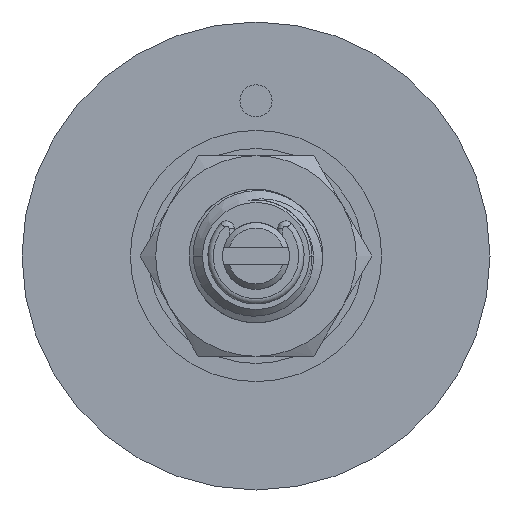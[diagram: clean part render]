
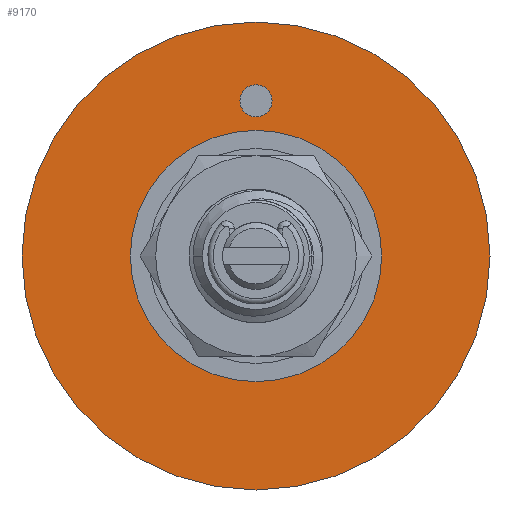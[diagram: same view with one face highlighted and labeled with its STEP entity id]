
A CAD part, front view. The second image highlights one B-rep face of the part: STEP entity #9170.
In plain terms, the highlighted planar face has unit normal (0, -1, 0).
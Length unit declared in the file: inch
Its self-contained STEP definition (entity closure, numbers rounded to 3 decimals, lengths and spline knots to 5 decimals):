
#5369=CARTESIAN_POINT('',(0.,0.,0.));
#5370=DIRECTION('',(0.,1.,0.));
#5371=DIRECTION('',(-1.,0.,0.));
#5372=AXIS2_PLACEMENT_3D('',#5369,#5370,#5371);
#5382=CARTESIAN_POINT('',(0.,0.,0.));
#5383=DIRECTION('',(0.,-1.,0.));
#5384=DIRECTION('',(-1.,0.,0.));
#5385=AXIS2_PLACEMENT_3D('',#5382,#5383,#5384);
#5387=CARTESIAN_POINT('',(0.,0.,0.29));
#5388=DIRECTION('',(0.,-1.,0.));
#5389=DIRECTION('',(-1.,0.,0.));
#5390=AXIS2_PLACEMENT_3D('',#5387,#5388,#5389);
#5392=CARTESIAN_POINT('',(0.,0.,0.29));
#5393=DIRECTION('',(0.,-1.,0.));
#5394=DIRECTION('',(1.,0.,0.));
#5395=AXIS2_PLACEMENT_3D('',#5392,#5393,#5394);
#5406=CARTESIAN_POINT('',(0.,0.,0.));
#5407=DIRECTION('',(0.,-1.,0.));
#5408=DIRECTION('',(1.,0.,0.));
#5409=AXIS2_PLACEMENT_3D('',#5406,#5407,#5408);
#5440=CARTESIAN_POINT('',(0.,0.,0.));
#5441=DIRECTION('',(0.,1.,0.));
#5442=DIRECTION('',(1.,0.,0.));
#5443=AXIS2_PLACEMENT_3D('',#5440,#5441,#5442);
#6006=CARTESIAN_POINT('',(0.4375,0.,0.));
#6007=CARTESIAN_POINT('',(-0.4375,0.,0.));
#6008=VERTEX_POINT('',#6006);
#6009=VERTEX_POINT('',#6007);
#6014=CARTESIAN_POINT('',(-0.03,0.,0.29));
#6015=CARTESIAN_POINT('',(0.03,0.,0.29));
#6016=VERTEX_POINT('',#6014);
#6017=VERTEX_POINT('',#6015);
#6030=CARTESIAN_POINT('',(-0.235,0.,0.));
#6032=VERTEX_POINT('',#6030);
#6038=CARTESIAN_POINT('',(0.235,0.,0.));
#6040=VERTEX_POINT('',#6038);
#9149=CARTESIAN_POINT('',(0.,0.,0.));
#9150=DIRECTION('',(0.,1.,0.));
#9151=DIRECTION('',(1.,0.,0.));
#9152=AXIS2_PLACEMENT_3D('',#9149,#9150,#9151);
#9153=PLANE('',#9152);
#9155=ORIENTED_EDGE('',*,*,#9154,.F.);
#9157=ORIENTED_EDGE('',*,*,#9156,.T.);
#9158=EDGE_LOOP('',(#9155,#9157));
#9159=FACE_OUTER_BOUND('',#9158,.F.);
#9160=ORIENTED_EDGE('',*,*,#9144,.T.);
#9161=ORIENTED_EDGE('',*,*,#9128,.F.);
#9162=EDGE_LOOP('',(#9160,#9161));
#9163=FACE_BOUND('',#9162,.F.);
#9165=ORIENTED_EDGE('',*,*,#9164,.T.);
#9167=ORIENTED_EDGE('',*,*,#9166,.T.);
#9168=EDGE_LOOP('',(#9165,#9167));
#9169=FACE_BOUND('',#9168,.F.);
#9170=ADVANCED_FACE('',(#9159,#9163,#9169),#9153,.F.);
#5373=CIRCLE('',#5372,0.235);
#5386=CIRCLE('',#5385,0.235);
#5391=CIRCLE('',#5390,0.03);
#5396=CIRCLE('',#5395,0.03);
#5410=CIRCLE('',#5409,0.4375);
#5444=CIRCLE('',#5443,0.4375);
#9128=EDGE_CURVE('',#6032,#6040,#5373,.T.);
#9144=EDGE_CURVE('',#6032,#6040,#5386,.T.);
#9154=EDGE_CURVE('',#6008,#6009,#5410,.T.);
#9156=EDGE_CURVE('',#6008,#6009,#5444,.T.);
#9164=EDGE_CURVE('',#6016,#6017,#5391,.T.);
#9166=EDGE_CURVE('',#6017,#6016,#5396,.T.);
